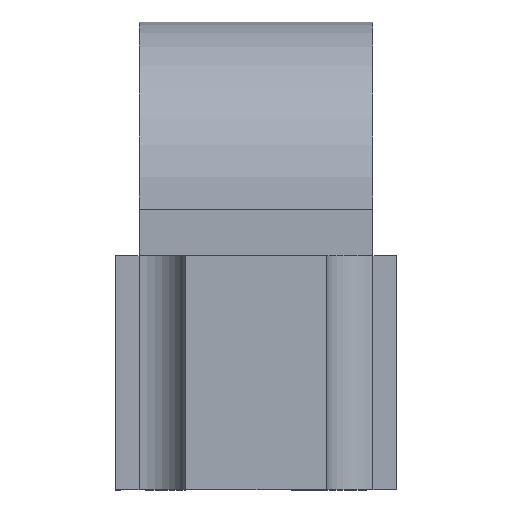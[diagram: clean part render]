
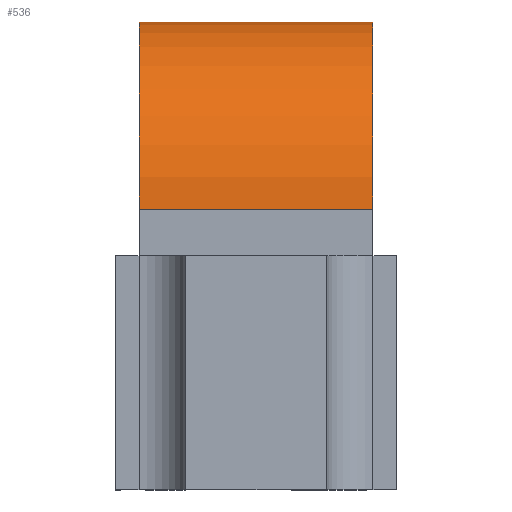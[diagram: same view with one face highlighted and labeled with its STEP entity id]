
A CAD part, left-side view. The second image highlights one B-rep face of the part: STEP entity #536.
In plain terms, the highlighted cylindrical face has radius 0.8 mm (diameter 1.6 mm), a partial arc.
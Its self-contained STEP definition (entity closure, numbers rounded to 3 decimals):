
#71 = AXIS2_PLACEMENT_3D ( 'NONE', #302, #785, #700 ) ;
#185 = EDGE_CURVE ( 'NONE', #728, #362, #219, .T. ) ;
#204 = ORIENTED_EDGE ( 'NONE', *, *, #488, .F. ) ;
#219 = CIRCLE ( 'NONE', #680, 0.8 ) ;
#229 = DIRECTION ( 'NONE',  ( 0., 0., 1. ) ) ;
#256 = DIRECTION ( 'NONE',  ( 0., 1., 0. ) ) ;
#261 = CARTESIAN_POINT ( 'NONE',  ( -1., 0.6, 0.2 ) ) ;
#302 = CARTESIAN_POINT ( 'NONE',  ( -0.2, 0.6, 0.2 ) ) ;
#306 = DIRECTION ( 'NONE',  ( 0., -1., 0. ) ) ;
#308 = CARTESIAN_POINT ( 'NONE',  ( -0.2, 0.5, 1. ) ) ;
#362 = VERTEX_POINT ( 'NONE', #1178 ) ;
#366 = ORIENTED_EDGE ( 'NONE', *, *, #1118, .F. ) ;
#432 = CARTESIAN_POINT ( 'NONE',  ( -0.2, 0.5, 0.2 ) ) ;
#440 = VERTEX_POINT ( 'NONE', #899 ) ;
#474 = EDGE_LOOP ( 'NONE', ( #980, #366, #734, #204 ) ) ;
#488 = EDGE_CURVE ( 'NONE', #951, #728, #741, .T. ) ;
#500 = VECTOR ( 'NONE', #306, 1000. ) ;
#506 = CARTESIAN_POINT ( 'NONE',  ( -0.2, 0.6, 1. ) ) ;
#536 = ADVANCED_FACE ( 'NONE', ( #1197 ), #1262, .T. ) ;
#555 = CARTESIAN_POINT ( 'NONE',  ( -0.2, -0.5, 1. ) ) ;
#557 = DIRECTION ( 'NONE',  ( 0., -1., 0. ) ) ;
#571 = DIRECTION ( 'NONE',  ( 0., 0., -1. ) ) ;
#680 = AXIS2_PLACEMENT_3D ( 'NONE', #958, #557, #571 ) ;
#700 = DIRECTION ( 'NONE',  ( 0., 0., -1. ) ) ;
#728 = VERTEX_POINT ( 'NONE', #555 ) ;
#734 = ORIENTED_EDGE ( 'NONE', *, *, #185, .F. ) ;
#741 = LINE ( 'NONE', #506, #500 ) ;
#785 = DIRECTION ( 'NONE',  ( 0., -1., 0. ) ) ;
#899 = CARTESIAN_POINT ( 'NONE',  ( -1., 0.5, 0.2 ) ) ;
#951 = VERTEX_POINT ( 'NONE', #308 ) ;
#958 = CARTESIAN_POINT ( 'NONE',  ( -0.2, -0.5, 0.2 ) ) ;
#980 = ORIENTED_EDGE ( 'NONE', *, *, #1024, .F. ) ;
#1024 = EDGE_CURVE ( 'NONE', #440, #951, #1088, .T. ) ;
#1088 = CIRCLE ( 'NONE', #1194, 0.8 ) ;
#1113 = DIRECTION ( 'NONE',  ( 0., 1., 0. ) ) ;
#1118 = EDGE_CURVE ( 'NONE', #362, #440, #1261, .T. ) ;
#1178 = CARTESIAN_POINT ( 'NONE',  ( -1., -0.5, 0.2 ) ) ;
#1194 = AXIS2_PLACEMENT_3D ( 'NONE', #432, #1113, #229 ) ;
#1197 = FACE_OUTER_BOUND ( 'NONE', #474, .T. ) ;
#1226 = VECTOR ( 'NONE', #256, 1000. ) ;
#1261 = LINE ( 'NONE', #261, #1226 ) ;
#1262 = CYLINDRICAL_SURFACE ( 'NONE', #71, 0.8 ) ;
